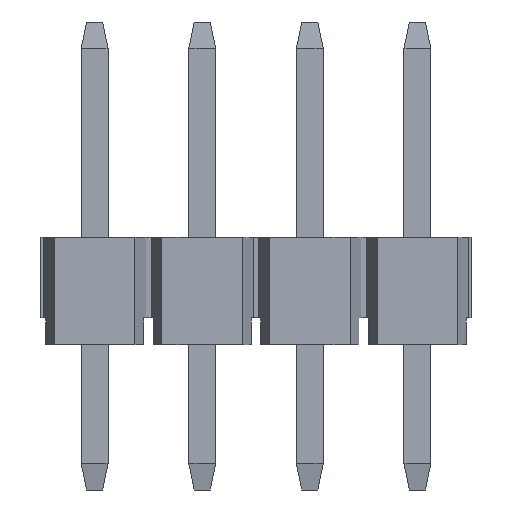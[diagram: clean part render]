
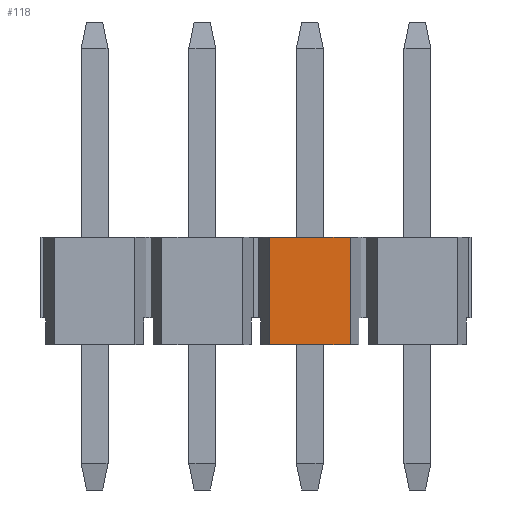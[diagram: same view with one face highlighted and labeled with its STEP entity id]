
A CAD part, front view. The second image highlights one B-rep face of the part: STEP entity #118.
In plain terms, the highlighted planar face has unit normal (0, -1, 0).
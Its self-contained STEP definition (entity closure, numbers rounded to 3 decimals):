
#118=ADVANCED_FACE('',(#273),#274,.F.);
#273=FACE_OUTER_BOUND('',#538,.T.);
#274=PLANE('',#539);
#538=EDGE_LOOP('',(#934,#935,#936,#937));
#539=AXIS2_PLACEMENT_3D('',#938,#939,#940);
#934=ORIENTED_EDGE('',*,*,#1778,.F.);
#935=ORIENTED_EDGE('',*,*,#1859,.T.);
#936=ORIENTED_EDGE('',*,*,#1860,.F.);
#937=ORIENTED_EDGE('',*,*,#1861,.T.);
#938=CARTESIAN_POINT('',(0.0,-1.0,0.0));
#939=DIRECTION('',(-0.0,1.0,0.0));
#940=DIRECTION('',(1.0,0.0,0.0));
#1778=EDGE_CURVE('',#2103,#2105,#2106,.T.);
#1859=EDGE_CURVE('',#2103,#2249,#2250,.T.);
#1860=EDGE_CURVE('',#2251,#2249,#2252,.T.);
#1861=EDGE_CURVE('',#2251,#2105,#2253,.T.);
#2103=VERTEX_POINT('',#2624);
#2105=VERTEX_POINT('',#2627);
#2106=LINE('',#2628,#2629);
#2249=VERTEX_POINT('',#2852);
#2250=LINE('',#2853,#2854);
#2251=VERTEX_POINT('',#2855);
#2252=LINE('',#2856,#2857);
#2253=LINE('',#2858,#2859);
#2624=CARTESIAN_POINT('',(1.75,-1.0,-1.0));
#2627=CARTESIAN_POINT('',(0.25,-1.0,-1.0));
#2628=CARTESIAN_POINT('',(4.0,-1.0,-1.0));
#2629=VECTOR('',#3446,1000.0);
#2852=CARTESIAN_POINT('',(1.75,-1.0,1.0));
#2853=CARTESIAN_POINT('',(1.75,-1.0,0.0));
#2854=VECTOR('',#3527,1000.0);
#2855=CARTESIAN_POINT('',(0.25,-1.0,1.0));
#2856=CARTESIAN_POINT('',(-4.0,-1.0,1.0));
#2857=VECTOR('',#3528,1000.0);
#2858=CARTESIAN_POINT('',(0.25,-1.0,0.0));
#2859=VECTOR('',#3529,1000.0);
#3446=DIRECTION('',(-1.0,0.0,0.0));
#3527=DIRECTION('',(0.0,0.0,1.0));
#3528=DIRECTION('',(1.0,0.0,0.0));
#3529=DIRECTION('',(0.0,0.0,-1.0));
